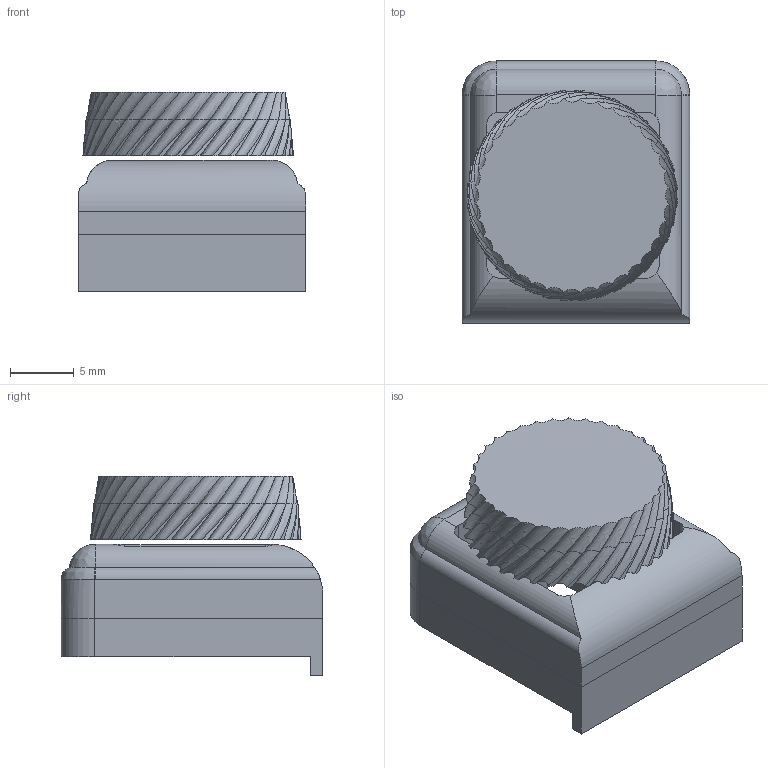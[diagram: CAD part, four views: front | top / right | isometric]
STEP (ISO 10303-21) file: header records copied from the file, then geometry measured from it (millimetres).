
FILE_DESCRIPTION(/* description */ (''),/* implementation_level */ '2;1');
FILE_NAME(/* name */ 'VerticalRotaryEncoder.step',/* time_stamp */ '2025-10-20T03:15:17+09:00',/* author */ (''),/* organization */ (''),/* preprocessor_version */ 'ST-DEVELOPER v20.1',/* originating_system */ 'Autodesk Translation Framework v14.17.0.0',/* authorisation */ '');
FILE_SCHEMA (('AUTOMOTIVE_DESIGN { 1 0 10303 214 3 1 1 }'));
Length unit declared in the file: millimetre
Products named in the file (4): VerticalRotaryEncoder; BottomPart; TopPart; Knob
Assembly tree (3 placements, depth 2):
  VerticalRotaryEncoder
    BottomPart
    TopPart
    Knob
Bounding box: 17.8 x 20.5 x 15.65 mm (x, y, z)
Volume: 2302 mm3; surface area: 2957.7 mm2
Topology: 3 solids, 3 shells, 215 faces, 512 edges, 312 vertices
Faces by surface type: bspline 116, plane 68, cylinder 28, cone 3
Full cylindrical faces by diameter (mm): 1.5 x2, 1.6 x2, 1.9 x2, 2.4 x2, 3.05 x2
Entity records: 9991 total; most frequent: CARTESIAN_POINT 5539, ORIENTED_EDGE 1024, DIRECTION 661, EDGE_CURVE 512, VERTEX_POINT 312, AXIS2_PLACEMENT_3D 241, EDGE_LOOP 232, FACE_OUTER_BOUND 215
